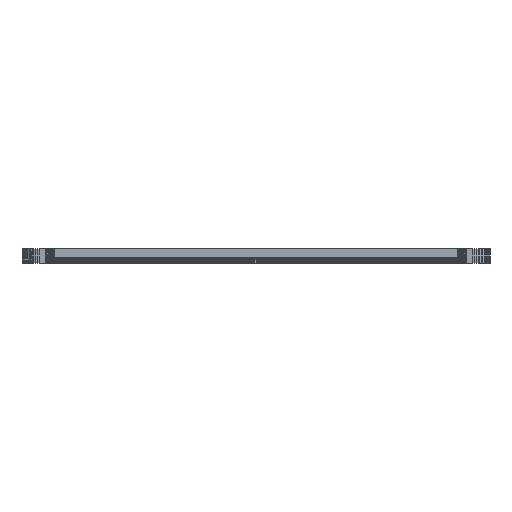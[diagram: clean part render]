
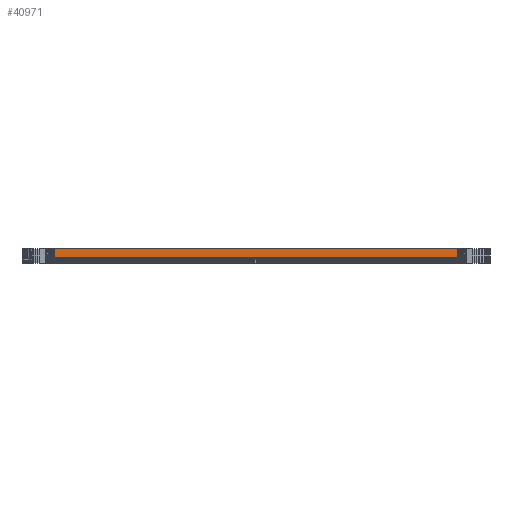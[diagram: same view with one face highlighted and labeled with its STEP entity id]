
A CAD part, front view. The second image highlights one B-rep face of the part: STEP entity #40971.
In plain terms, the highlighted planar face has unit normal (0, -1, 0).
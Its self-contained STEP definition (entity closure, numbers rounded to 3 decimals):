
#6112 = VERTEX_POINT('',#6113);
#6113 = CARTESIAN_POINT('',(-23.3,-18.477,
    1.855));
#6119 = EDGE_CURVE('',#6120,#6112,#6122,.T.);
#6120 = VERTEX_POINT('',#6121);
#6121 = CARTESIAN_POINT('',(23.3,-18.477,
    1.855));
#6122 = LINE('',#6123,#6124);
#6123 = CARTESIAN_POINT('',(23.3,-18.477,
    1.855));
#6124 = VECTOR('',#6125,1.);
#6125 = DIRECTION('',(-1.,0.,0.));
#40953 = VERTEX_POINT('',#40954);
#40954 = CARTESIAN_POINT('',(-23.3,-18.477,
    0.8));
#40960 = EDGE_CURVE('',#40953,#6112,#40961,.T.);
#40961 = LINE('',#40962,#40963);
#40962 = CARTESIAN_POINT('',(-23.3,-18.477,
    0.8));
#40963 = VECTOR('',#40964,1.);
#40964 = DIRECTION('',(0.,0.,1.));
#40971 = ADVANCED_FACE('',(#40972),#40990,.T.);
#40972 = FACE_BOUND('',#40973,.T.);
#40973 = EDGE_LOOP('',(#40974,#40975,#40976,#40984));
#40974 = ORIENTED_EDGE('',*,*,#6119,.T.);
#40975 = ORIENTED_EDGE('',*,*,#40960,.F.);
#40976 = ORIENTED_EDGE('',*,*,#40977,.T.);
#40977 = EDGE_CURVE('',#40953,#40978,#40980,.T.);
#40978 = VERTEX_POINT('',#40979);
#40979 = CARTESIAN_POINT('',(23.3,-18.477,
    0.8));
#40980 = LINE('',#40981,#40982);
#40981 = CARTESIAN_POINT('',(-23.3,-18.477,
    0.8));
#40982 = VECTOR('',#40983,1.);
#40983 = DIRECTION('',(1.,0.,0.));
#40984 = ORIENTED_EDGE('',*,*,#40985,.F.);
#40985 = EDGE_CURVE('',#6120,#40978,#40986,.T.);
#40986 = LINE('',#40987,#40988);
#40987 = CARTESIAN_POINT('',(23.3,-18.477,
    1.855));
#40988 = VECTOR('',#40989,1.);
#40989 = DIRECTION('',(0.,0.,-1.));
#40990 = PLANE('',#40991);
#40991 = AXIS2_PLACEMENT_3D('',#40992,#40993,#40994);
#40992 = CARTESIAN_POINT('',(0.,-18.477,1.327));
#40993 = DIRECTION('',(-0.,-1.,-0.));
#40994 = DIRECTION('',(0.,0.,-1.));
